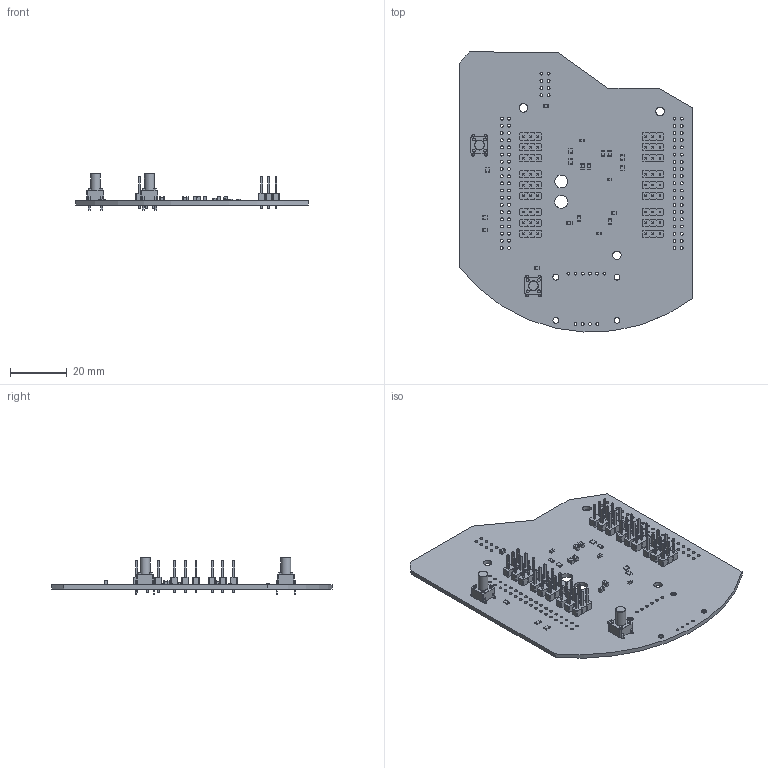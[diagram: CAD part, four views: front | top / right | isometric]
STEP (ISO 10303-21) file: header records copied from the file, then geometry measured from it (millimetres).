
FILE_DESCRIPTION(('KiCad electronic assembly'),'2;1');
FILE_NAME('Pathfinder.step','2025-07-18T09:59:20',('Pcbnew'),('Kicad'), 'Open CASCADE STEP processor 7.8','KiCad to STEP converter','Unknown' );
FILE_SCHEMA(('AUTOMOTIVE_DESIGN { 1 0 10303 214 1 1 1 1 }'));
Length unit declared in the file: millimetre
Products named in the file (7): Pathfinder 1; SW_PUSH_6mm_H9.5mm; PinHeader_1x03_P2.54mm_Vertical; C_0805_2012Metric; R_0805_2012Metric; C_0603_1608Metric; Pathfinder_PCB
Assembly tree (41 placements, depth 2):
  Pathfinder 1
    SW_PUSH_6mm_H9.5mm  x2
    PinHeader_1x03_P2.54mm_Vertical  x18
    C_0805_2012Metric  x7
    R_0805_2012Metric  x10
    C_0603_1608Metric  x3
    Pathfinder_PCB
Bounding box: 82.24 x 98.91 x 13 mm (x, y, z)
Volume: 11966.3 mm3; surface area: 18794 mm2
Topology: 41 solids, 41 shells, 2417 faces, 6085 edges, 3888 vertices
Faces by surface type: plane 1970, cylinder 445, torus 2
Full cylindrical faces by diameter (mm): 1 x80, 1.02 x76, 1.1 x8, 3 x3, 3.5 x2, 4.55 x2
Entity records: 20903 total; most frequent: DIRECTION 3238, CARTESIAN_POINT 3189, ORIENTED_EDGE 3120, EDGE_CURVE 1560, LINE 1090, VECTOR 1090, AXIS2_PLACEMENT_3D 1074, VERTEX_POINT 1025
